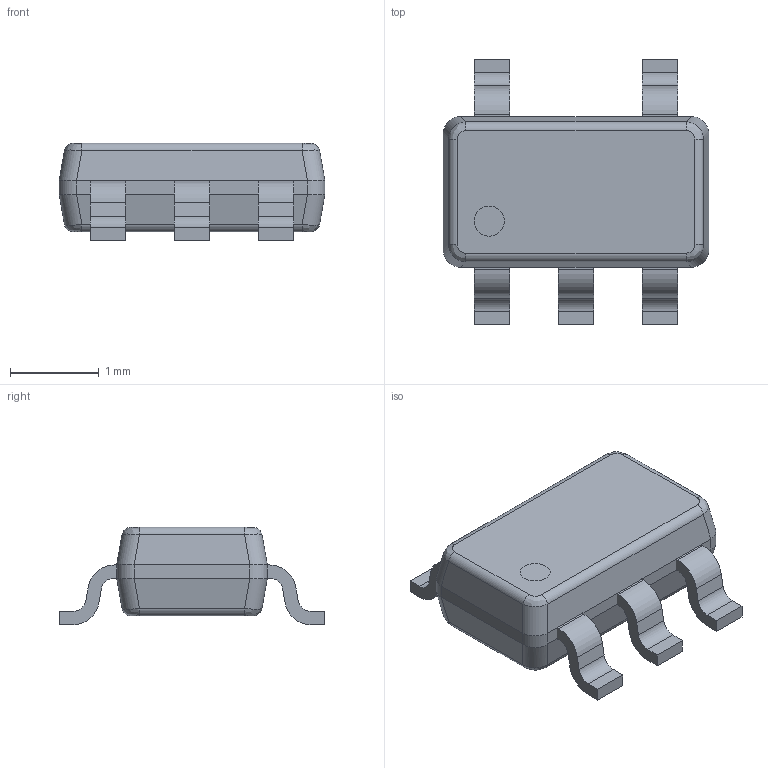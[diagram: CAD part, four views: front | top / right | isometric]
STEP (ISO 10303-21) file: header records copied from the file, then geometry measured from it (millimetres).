
FILE_DESCRIPTION(('STEP AP214'), '1');
FILE_NAME('MO-193AB', '2016-08-19T02:03:51', ('Nobody'), (''), 'ASCON STEP Converter 1.3', 'ASCON Math Kernel', '');
FILE_SCHEMA(('AUTOMOTIVE_DESIGN { 1 0 10303 214 3 1 1}'));
Length unit declared in the file: millimetre
Bounding box: 3 x 3 x 1.1 mm (x, y, z)
Volume: 5.1 mm3; surface area: 24.5 mm2
Topology: 6 solids, 6 shells, 113 faces, 305 edges, 210 vertices
Faces by surface type: plane 65, cylinder 40, bspline 8
Entity records: 4594 total; most frequent: CARTESIAN_POINT 815, ORIENTED_EDGE 570, DIRECTION 550, EDGE_CURVE 285, LINE 224, VECTOR 224, VERTEX_POINT 185, AXIS2_PLACEMENT_3D 163
